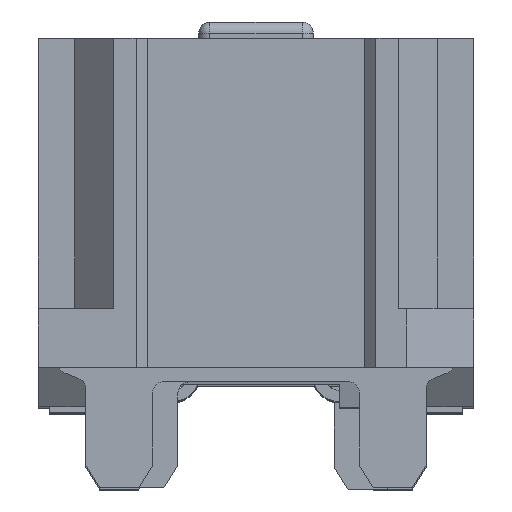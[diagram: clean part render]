
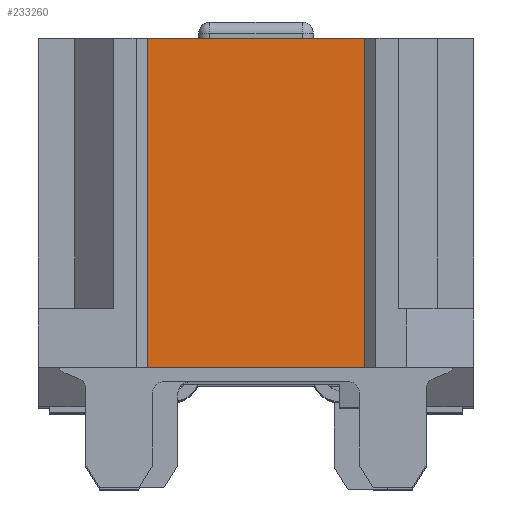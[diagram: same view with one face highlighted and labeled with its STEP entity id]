
A CAD part, top view. The second image highlights one B-rep face of the part: STEP entity #233260.
In plain terms, the highlighted planar face has unit normal (0, 0, 1).
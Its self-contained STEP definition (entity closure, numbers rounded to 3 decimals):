
#2770=CARTESIAN_POINT('',(-2.223,11.531,-14.65));
#2780=VERTEX_POINT('',#2770);
#2810=CARTESIAN_POINT('',(0.,11.531,-14.65));
#2820=DIRECTION('',(-1.,0.,0.));
#2830=VECTOR('',#2820,1.);
#2840=LINE('',#2810,#2830);
#2850=CARTESIAN_POINT('',(-6.123,11.531,-14.65));
#2860=VERTEX_POINT('',#2850);
#2870=EDGE_CURVE('',#2780,#2860,#2840,.T.);
#208200=CARTESIAN_POINT('',(-2.223,8.5,-14.65));
#208210=DIRECTION('',(0.,-1.,0.));
#208220=VECTOR('',#208210,1.);
#208230=LINE('',#208200,#208220);
#208240=CARTESIAN_POINT('',(-2.223,5.631,-14.65));
#208250=VERTEX_POINT('',#208240);
#208260=EDGE_CURVE('',#2780,#208250,#208230,.T.);
#208580=CARTESIAN_POINT('',(-6.123,5.631,-14.65));
#208590=VERTEX_POINT('',#208580);
#208620=CARTESIAN_POINT('',(0.,5.631,-14.65
));
#208630=DIRECTION('',(-1.,0.,0.));
#208640=VECTOR('',#208630,1.);
#208650=LINE('',#208620,#208640);
#208660=EDGE_CURVE('',#208250,#208590,#208650,.T.);
#212620=CARTESIAN_POINT('',(-6.123,8.5,-14.65));
#212630=DIRECTION('',(0.,1.,0.));
#212640=VECTOR('',#212630,1.);
#212650=LINE('',#212620,#212640);
#212660=EDGE_CURVE('',#208590,#2860,#212650,.T.);
#233150=CARTESIAN_POINT('',(-4.173,8.106,-14.65));
#233160=DIRECTION('',(0.,0.,1.));
#233170=DIRECTION('',(-1.,0.,0.));
#233180=AXIS2_PLACEMENT_3D('',#233150,#233160,#233170);
#233190=PLANE('',#233180);
#233200=ORIENTED_EDGE('',*,*,#212660,.F.);
#233210=ORIENTED_EDGE('',*,*,#2870,.T.);
#233220=ORIENTED_EDGE('',*,*,#208260,.F.);
#233230=ORIENTED_EDGE('',*,*,#208660,.F.);
#233240=EDGE_LOOP('',(#233230,#233220,#233210,#233200));
#233250=FACE_OUTER_BOUND('',#233240,.T.);
#233260=ADVANCED_FACE('',(#233250),#233190,.T.);
